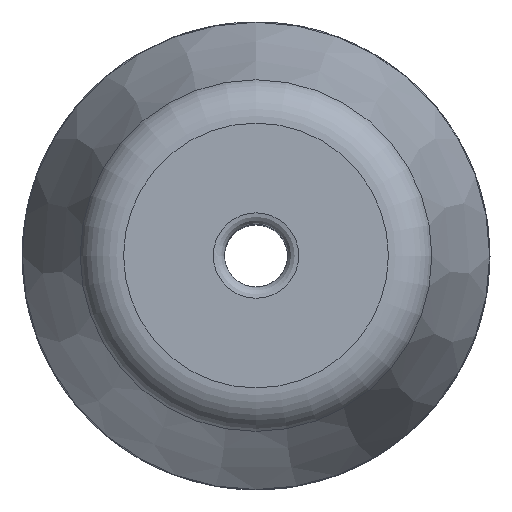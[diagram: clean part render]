
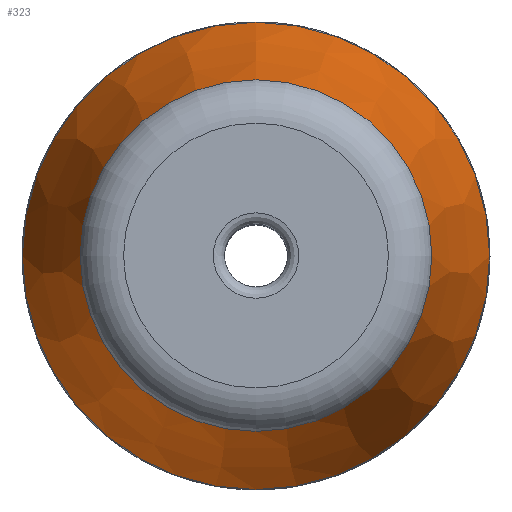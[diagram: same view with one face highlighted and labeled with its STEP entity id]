
A CAD part, top view. The second image highlights one B-rep face of the part: STEP entity #323.
In plain terms, the highlighted conical face has half-angle 16.503 degrees and reference radius 10.491 mm.
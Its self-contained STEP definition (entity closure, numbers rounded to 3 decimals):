
#15=LINE('',#1057,#18);
#18=VECTOR('',#411,10.682);
#21=CONICAL_SURFACE('',#360,10.491,0.288);
#43=CIRCLE('',#358,8.998);
#44=CIRCLE('',#359,8.998);
#45=CIRCLE('',#361,11.958);
#46=CIRCLE('',#362,11.958);
#72=FACE_OUTER_BOUND('',#93,.T.);
#93=EDGE_LOOP('',(#253,#254,#255,#256,#257,#258));
#144=VERTEX_POINT('',#1050);
#145=VERTEX_POINT('',#1052);
#146=VERTEX_POINT('',#1056);
#147=VERTEX_POINT('',#1058);
#185=EDGE_CURVE('',#144,#145,#43,.T.);
#186=EDGE_CURVE('',#145,#144,#44,.T.);
#187=EDGE_CURVE('',#145,#146,#15,.T.);
#188=EDGE_CURVE('',#147,#146,#45,.T.);
#189=EDGE_CURVE('',#146,#147,#46,.T.);
#253=ORIENTED_EDGE('',*,*,#186,.F.);
#254=ORIENTED_EDGE('',*,*,#187,.T.);
#255=ORIENTED_EDGE('',*,*,#188,.F.);
#256=ORIENTED_EDGE('',*,*,#189,.F.);
#257=ORIENTED_EDGE('',*,*,#187,.F.);
#258=ORIENTED_EDGE('',*,*,#185,.F.);
#323=ADVANCED_FACE('',(#72),#21,.T.);
#358=AXIS2_PLACEMENT_3D('',#1053,#405,#406);
#359=AXIS2_PLACEMENT_3D('',#1054,#407,#408);
#360=AXIS2_PLACEMENT_3D('',#1055,#409,#410);
#361=AXIS2_PLACEMENT_3D('',#1059,#412,#413);
#362=AXIS2_PLACEMENT_3D('',#1060,#414,#415);
#405=DIRECTION('center_axis',(0.,0.,1.));
#406=DIRECTION('ref_axis',(0.,-1.,0.));
#407=DIRECTION('center_axis',(0.,0.,1.));
#408=DIRECTION('ref_axis',(0.,-1.,0.));
#409=DIRECTION('center_axis',(0.,0.,-1.));
#410=DIRECTION('ref_axis',(0.,-1.,0.));
#411=DIRECTION('',(0.,0.284,-0.959));
#412=DIRECTION('center_axis',(0.,0.,-1.));
#413=DIRECTION('ref_axis',(0.,-1.,0.));
#414=DIRECTION('center_axis',(0.,0.,-1.));
#415=DIRECTION('ref_axis',(0.,-1.,0.));
#1050=CARTESIAN_POINT('',(-10.339,0.052,11.623));
#1052=CARTESIAN_POINT('',(-1.341,9.05,11.623));
#1053=CARTESIAN_POINT('Origin',(-1.341,0.052,11.623));
#1054=CARTESIAN_POINT('Origin',(-1.341,0.052,11.623));
#1055=CARTESIAN_POINT('Origin',(-1.341,0.053,6.584));
#1056=CARTESIAN_POINT('',(-1.341,12.01,1.632));
#1057=CARTESIAN_POINT('',(-1.341,10.543,6.584));
#1058=CARTESIAN_POINT('',(-13.299,0.052,1.632));
#1059=CARTESIAN_POINT('Origin',(-1.341,0.053,1.632));
#1060=CARTESIAN_POINT('Origin',(-1.341,0.053,1.632));
